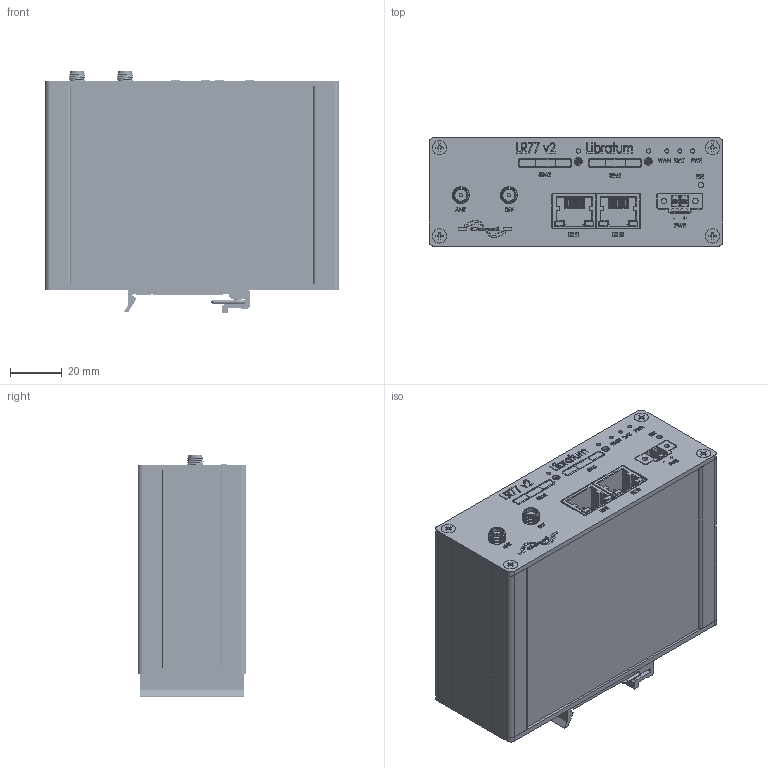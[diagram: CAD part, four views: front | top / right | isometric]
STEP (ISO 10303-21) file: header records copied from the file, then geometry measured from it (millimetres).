
FILE_DESCRIPTION (( 'STEP AP214' ), '1' );
FILE_NAME ('LR77_v2_Libratum_SL.STEP', '2019-02-06T12:58:13', ( '' ), ( '' ), 'SwSTEP 2.0', 'SolidWorks 2018', '' );
FILE_SCHEMA (( 'AUTOMOTIVE_DESIGN' ));
Length unit declared in the file: millimetre
Products named in the file (20): CKK2_box; LR77_v2_Libratum_SL; kolik_BB-SBD40; 656_CKC2_zadni_celo_v2_router; M2_5x5_PH_silver; 691325110002_05; User Library-Rj45-1; SIM_912283001___ _________; SIM_holder; Pero_BB-SBD40; Profil_BB-SBD40; 691325110002_03; Screw_box_7982    49,5-mattssons; 691325110002_04; SMA-J-P-H-ST-EM3; 691325110002_01; BB-SBD40_model_silver; 555_CKC2_LR77_v2L_SL; 691325110002; 691325110002_02
Assembly tree (33 placements, depth 3):
  LR77_v2_Libratum_SL
    555_CKC2_LR77_v2L_SL
    CKK2_box
    656_CKC2_zadni_celo_v2_router
    691325110002
      691325110002_01
      691325110002_02
      691325110002_03
      691325110002_04
      691325110002_05
    Screw_box_7982    49,5-mattssons  x8
    SIM_912283001___ _________  x2
    SIM_holder  x2
    SMA-J-P-H-ST-EM3  x2
    User Library-Rj45-1  x2
    BB-SBD40_model_silver
      Profil_BB-SBD40
      kolik_BB-SBD40
      Pero_BB-SBD40
    M2_5x5_PH_silver  x4
Bounding box: 113.2 x 42 x 93.4 mm (x, y, z)
Volume: 76386.9 mm3; surface area: 93561 mm2
Topology: 31 solids, 31 shells, 5668 faces, 15517 edges, 9998 vertices
Faces by surface type: plane 3854, cylinder 1156, cone 296, bspline 240, torus 122
Entity records: 310076 total; most frequent: CARTESIAN_POINT 185957, ORIENTED_EDGE 21512, DIRECTION 18050, EDGE_CURVE 10756, VECTOR 8940, LINE 8940, VERTEX_POINT 7052, AXIS2_PLACEMENT_3D 4555
